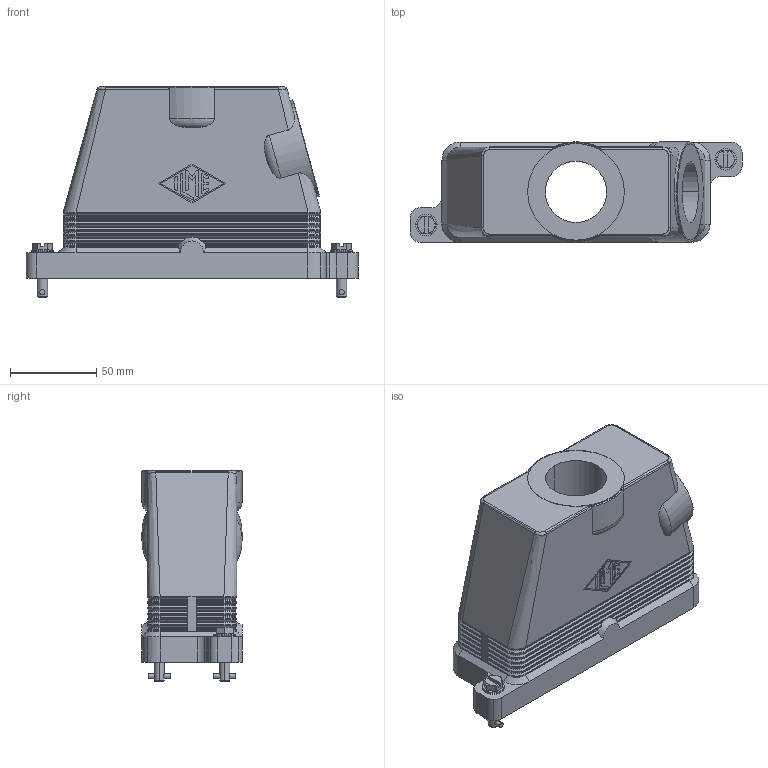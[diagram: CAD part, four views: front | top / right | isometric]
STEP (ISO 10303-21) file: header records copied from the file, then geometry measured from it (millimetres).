
FILE_DESCRIPTION((''),'2;1');
FILE_NAME('CGV 24.229 B.stp','2007-01-12T10:14:21',('gembarski'),(''),'Autodesk Inventor 7','Autodesk Inventor 7','');
FILE_SCHEMA(('AUTOMOTIVE_DESIGN { 1 0 10303 214 1 1 1 1 }'));
Length unit declared in the file: millimetre
Products named in the file (1): CGV 24.229 B
Bounding box: 192.5 x 58 x 122.2 mm (x, y, z)
Volume: 227602.1 mm3; surface area: 108300 mm2
Topology: 3 solids, 5 shells, 781 faces, 1887 edges, 1124 vertices
Faces by surface type: bspline 264, cylinder 205, plane 193, cone 83, torus 36
Entity records: 28837 total; most frequent: CARTESIAN_POINT 11472, ORIENTED_EDGE 3758, DIRECTION 3507, EDGE_CURVE 1879, AXIS2_PLACEMENT_3D 1306, VERTEX_POINT 1124, VECTOR 895, LINE 895
